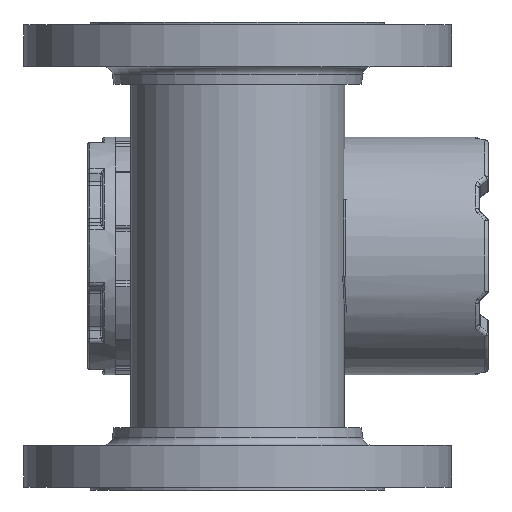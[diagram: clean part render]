
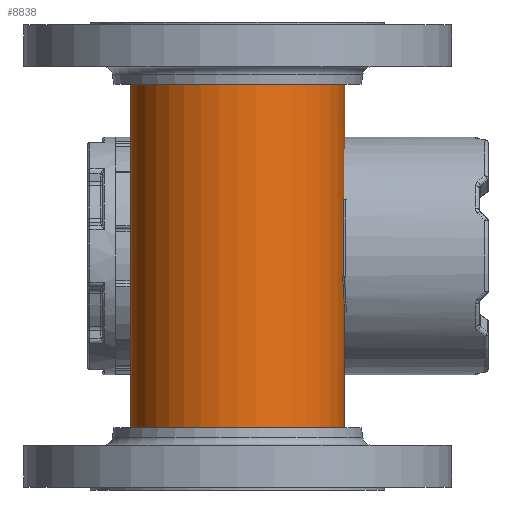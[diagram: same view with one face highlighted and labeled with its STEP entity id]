
A CAD part, front view. The second image highlights one B-rep face of the part: STEP entity #8838.
In plain terms, the highlighted cylindrical face has radius 57.15 mm (diameter 114.3 mm), a full revolution.
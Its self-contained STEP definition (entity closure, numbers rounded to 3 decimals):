
#262=FACE_BOUND('',#1134,.T.);
#547=FACE_OUTER_BOUND('',#1133,.T.);
#1133=EDGE_LOOP('',(#5481,#5482,#5483,#5484));
#1134=EDGE_LOOP('',(#5485,#5486,#5487,#5488,#5489,#5490,#5491));
#1737=B_SPLINE_CURVE_WITH_KNOTS('',3,(#13515,#13516,#13517,#13518),
 .UNSPECIFIED.,.F.,.F.,(4,4),(0.,0.192),.UNSPECIFIED.);
#1738=B_SPLINE_CURVE_WITH_KNOTS('',3,(#13537,#13538,#13539,#13540),
 .UNSPECIFIED.,.F.,.F.,(4,4),(0.,0.192),.UNSPECIFIED.);
#2002=CIRCLE('',#9577,57.15);
#2003=CIRCLE('',#9579,57.15);
#2004=CIRCLE('',#9582,57.15);
#2005=CIRCLE('',#9584,57.15);
#2008=CIRCLE('',#9589,57.15);
#2719=LINE('',#13491,#3018);
#2726=LINE('',#13548,#3025);
#2729=LINE('',#13564,#3028);
#3018=VECTOR('',#10784,10.);
#3025=VECTOR('',#10801,10.);
#3028=VECTOR('',#10822,57.15);
#3322=VERTEX_POINT('',#13489);
#3323=VERTEX_POINT('',#13490);
#3324=VERTEX_POINT('',#13495);
#3325=VERTEX_POINT('',#13514);
#3326=VERTEX_POINT('',#13536);
#3327=VERTEX_POINT('',#13543);
#3328=VERTEX_POINT('',#13547);
#3329=VERTEX_POINT('',#13553);
#3332=VERTEX_POINT('',#13562);
#4102=EDGE_CURVE('',#3322,#3323,#2719,.T.);
#4105=EDGE_CURVE('',#3324,#3322,#2002,.T.);
#4107=EDGE_CURVE('',#3325,#3324,#1737,.T.);
#4109=EDGE_CURVE('',#3326,#3325,#1738,.T.);
#4111=EDGE_CURVE('',#3327,#3326,#2003,.T.);
#4113=EDGE_CURVE('',#3328,#3327,#2726,.T.);
#4115=EDGE_CURVE('',#3323,#3328,#2004,.T.);
#4116=EDGE_CURVE('',#3329,#3329,#2005,.T.);
#4120=EDGE_CURVE('',#3332,#3332,#2008,.T.);
#4121=EDGE_CURVE('',#3332,#3329,#2729,.T.);
#5481=ORIENTED_EDGE('',*,*,#4120,.F.);
#5482=ORIENTED_EDGE('',*,*,#4121,.T.);
#5483=ORIENTED_EDGE('',*,*,#4116,.F.);
#5484=ORIENTED_EDGE('',*,*,#4121,.F.);
#5485=ORIENTED_EDGE('',*,*,#4102,.T.);
#5486=ORIENTED_EDGE('',*,*,#4115,.T.);
#5487=ORIENTED_EDGE('',*,*,#4113,.T.);
#5488=ORIENTED_EDGE('',*,*,#4111,.T.);
#5489=ORIENTED_EDGE('',*,*,#4109,.T.);
#5490=ORIENTED_EDGE('',*,*,#4107,.T.);
#5491=ORIENTED_EDGE('',*,*,#4105,.T.);
#8132=CYLINDRICAL_SURFACE('',#9588,57.15);
#8838=ADVANCED_FACE('',(#547,#262),#8132,.T.);
#9577=AXIS2_PLACEMENT_3D('',#13496,#10789,#10790);
#9579=AXIS2_PLACEMENT_3D('',#13544,#10796,#10797);
#9582=AXIS2_PLACEMENT_3D('',#13551,#10805,#10806);
#9584=AXIS2_PLACEMENT_3D('',#13554,#10809,#10810);
#9588=AXIS2_PLACEMENT_3D('',#13561,#10818,#10819);
#9589=AXIS2_PLACEMENT_3D('',#13563,#10820,#10821);
#10784=DIRECTION('',(0.,0.,1.));
#10789=DIRECTION('center_axis',(0.,0.,1.));
#10790=DIRECTION('ref_axis',(1.,0.,0.));
#10796=DIRECTION('center_axis',(0.,0.,1.));
#10797=DIRECTION('ref_axis',(1.,0.,0.));
#10801=DIRECTION('',(0.,0.,-1.));
#10805=DIRECTION('center_axis',(0.,0.,1.));
#10806=DIRECTION('ref_axis',(1.,0.,0.));
#10809=DIRECTION('center_axis',(0.,0.,-1.));
#10810=DIRECTION('ref_axis',(1.,0.,0.));
#10818=DIRECTION('center_axis',(0.,0.,1.));
#10819=DIRECTION('ref_axis',(1.,0.,0.));
#10820=DIRECTION('center_axis',(0.,0.,1.));
#10821=DIRECTION('ref_axis',(1.,0.,0.));
#10822=DIRECTION('',(0.,0.,-1.));
#13489=CARTESIAN_POINT('',(56.835,-5.989,-10.947));
#13490=CARTESIAN_POINT('',(56.835,-5.989,30.));
#13491=CARTESIAN_POINT('',(56.835,-5.989,0.));
#13495=CARTESIAN_POINT('',(56.095,-10.932,-10.947));
#13496=CARTESIAN_POINT('Origin',(0.,0.,-10.947));
#13514=CARTESIAN_POINT('',(57.15,0.,-30.));
#13515=CARTESIAN_POINT('Ctrl Pts',(57.15,0.,-30.));
#13516=CARTESIAN_POINT('Ctrl Pts',(57.15,-3.667,-23.649));
#13517=CARTESIAN_POINT('Ctrl Pts',(56.796,-7.333,-17.298));
#13518=CARTESIAN_POINT('Ctrl Pts',(56.095,-10.932,-10.947));
#13536=CARTESIAN_POINT('',(56.095,10.932,-10.947));
#13537=CARTESIAN_POINT('Ctrl Pts',(56.095,10.932,-10.947));
#13538=CARTESIAN_POINT('Ctrl Pts',(56.796,7.333,-17.298));
#13539=CARTESIAN_POINT('Ctrl Pts',(57.15,3.667,-23.649));
#13540=CARTESIAN_POINT('Ctrl Pts',(57.15,0.,-30.));
#13543=CARTESIAN_POINT('',(56.835,5.989,-10.947));
#13544=CARTESIAN_POINT('Origin',(0.,0.,-10.947));
#13547=CARTESIAN_POINT('',(56.835,5.989,30.));
#13548=CARTESIAN_POINT('',(56.835,5.989,0.));
#13551=CARTESIAN_POINT('Origin',(0.,0.,30.));
#13553=CARTESIAN_POINT('',(-57.15,0.,-120.));
#13554=CARTESIAN_POINT('Origin',(0.,0.,-120.));
#13561=CARTESIAN_POINT('Origin',(0.,0.,0.));
#13562=CARTESIAN_POINT('',(-57.15,0.,120.));
#13563=CARTESIAN_POINT('Origin',(0.,0.,120.));
#13564=CARTESIAN_POINT('',(-57.15,0.,0.));
